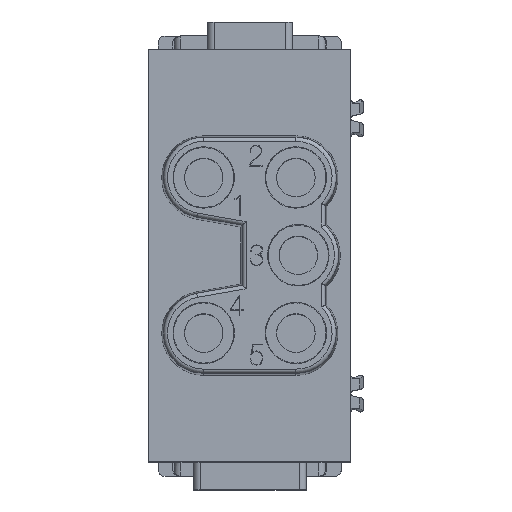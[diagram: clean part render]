
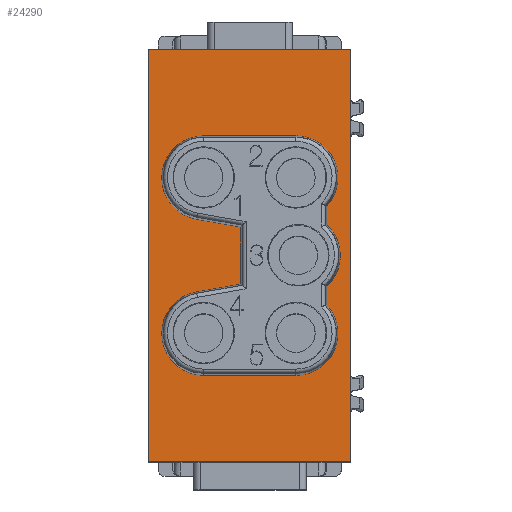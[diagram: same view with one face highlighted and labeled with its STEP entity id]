
A CAD part, top view. The second image highlights one B-rep face of the part: STEP entity #24290.
In plain terms, the highlighted face is planar.
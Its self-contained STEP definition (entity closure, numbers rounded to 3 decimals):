
#100=CARTESIAN_POINT('',(31.901,57.101,14.2));
#110=VERTEX_POINT('',#100);
#160=CARTESIAN_POINT('',(28.898,56.572,14.2));
#170=DIRECTION('',(0.,0.,1.));
#180=DIRECTION('',(0.,1.,0.));
#190=AXIS2_PLACEMENT_3D('',#160,#170,#180);
#200=CIRCLE('',#190,3.05);
#210=CARTESIAN_POINT('',(25.848,56.572,14.2));
#220=VERTEX_POINT('',#210);
#230=EDGE_CURVE('',#110,#220,#200,.T.);
#4980=CARTESIAN_POINT('',(25.848,0.,14.2));
#4990=DIRECTION('',(0.,-1.,0.));
#5000=VECTOR('',#4990,1.);
#5010=LINE('',#4980,#5000);
#5020=CARTESIAN_POINT('',(25.848,49.872,14.2));
#5030=VERTEX_POINT('',#5020);
#5040=EDGE_CURVE('',#220,#5030,#5010,.T.);
#13140=CARTESIAN_POINT('',(30.957,47.622,14.2));
#13150=VERTEX_POINT('',#13140);
#13200=CARTESIAN_POINT('',(0.,47.622,14.2));
#13210=DIRECTION('',(1.,0.,0.));
#13220=VECTOR('',#13210,1.);
#13230=LINE('',#13200,#13220);
#13240=CARTESIAN_POINT('',(32.312,47.622,14.2));
#13250=VERTEX_POINT('',#13240);
#13260=EDGE_CURVE('',#13150,#13250,#13230,.T.);
#19120=CARTESIAN_POINT('',(43.248,49.872,14.2));
#19130=VERTEX_POINT('',#19120);
#19180=CARTESIAN_POINT('',(43.248,0.,14.2));
#19190=DIRECTION('',(0.,1.,0.));
#19200=VECTOR('',#19190,1.);
#19210=LINE('',#19180,#19200);
#19220=CARTESIAN_POINT('',(43.248,56.572,14.2));
#19230=VERTEX_POINT('',#19220);
#19240=EDGE_CURVE('',#19130,#19230,#19210,.T.);
#19700=CARTESIAN_POINT('',(38.139,47.622,14.2));
#19710=VERTEX_POINT('',#19700);
#19760=CARTESIAN_POINT('',(40.198,49.872,14.2));
#19770=DIRECTION('',(0.,0.,1.));
#19780=DIRECTION('',(0.,1.,0.));
#19790=AXIS2_PLACEMENT_3D('',#19760,#19770,#19780);
#19800=CIRCLE('',#19790,3.05);
#19810=EDGE_CURVE('',#19710,#19130,#19800,.T.);
#20770=CARTESIAN_POINT('',(28.898,49.872,14.2));
#20780=DIRECTION('',(0.,0.,1.));
#20790=DIRECTION('',(0.,1.,0.));
#20800=AXIS2_PLACEMENT_3D('',#20770,#20780,#20790);
#20810=CIRCLE('',#20800,3.05);
#20820=EDGE_CURVE('',#5030,#13150,#20810,.T.);
#23090=CARTESIAN_POINT('',(36.629,53.897,14.2));
#23100=VERTEX_POINT('',#23090);
#23150=CARTESIAN_POINT('',(0.,53.897,14.2));
#23160=DIRECTION('',(-1.,0.,0.));
#23170=VECTOR('',#23160,1.);
#23180=LINE('',#23150,#23170);
#23190=CARTESIAN_POINT('',(32.466,53.897,14.2));
#23200=VERTEX_POINT('',#23190);
#23210=EDGE_CURVE('',#23100,#23200,#23180,.T.);
#23450=CARTESIAN_POINT('',(50.416,103.517,14.2));
#23460=DIRECTION('',(0.,0.,-1.));
#23470=DIRECTION('',(0.,-1.,0.));
#23480=AXIS2_PLACEMENT_3D('',#23450,#23460,#23470);
#23490=PLANE('',#23480);
#23500=ORIENTED_EDGE('',*,*,#13260,.T.);
#23510=ORIENTED_EDGE('',*,*,#20820,.T.);
#23520=ORIENTED_EDGE('',*,*,#5040,.T.);
#23530=ORIENTED_EDGE('',*,*,#230,.T.);
#23540=CARTESIAN_POINT('',(41.97,0.,14.2));
#23550=DIRECTION('',(0.174,-0.985,
0.));
#23560=VECTOR('',#23550,1.);
#23570=LINE('',#23540,#23560);
#23580=EDGE_CURVE('',#110,#23200,#23570,.T.);
#23590=ORIENTED_EDGE('',*,*,#23580,.F.);
#23600=ORIENTED_EDGE('',*,*,#23210,.T.);
#23610=CARTESIAN_POINT('',(27.125,0.,14.2));
#23620=DIRECTION('',(0.174,0.985,
0.));
#23630=VECTOR('',#23620,1.);
#23640=LINE('',#23610,#23630);
#23650=CARTESIAN_POINT('',(37.194,57.101,14.2));
#23660=VERTEX_POINT('',#23650);
#23670=EDGE_CURVE('',#23100,#23660,#23640,.T.);
#23680=ORIENTED_EDGE('',*,*,#23670,.F.);
#23690=CARTESIAN_POINT('',(40.198,56.572,14.2));
#23700=DIRECTION('',(0.,0.,1.));
#23710=DIRECTION('',(0.,1.,0.));
#23720=AXIS2_PLACEMENT_3D('',#23690,#23700,#23710);
#23730=CIRCLE('',#23720,3.05);
#23740=EDGE_CURVE('',#19230,#23660,#23730,.T.);
#23750=ORIENTED_EDGE('',*,*,#23740,.T.);
#23760=ORIENTED_EDGE('',*,*,#19240,.T.);
#23770=ORIENTED_EDGE('',*,*,#19810,.T.);
#23780=CARTESIAN_POINT('',(0.,47.622,14.2));
#23790=DIRECTION('',(1.,0.,0.));
#23800=VECTOR('',#23790,1.);
#23810=LINE('',#23780,#23800);
#23820=CARTESIAN_POINT('',(36.783,47.622,14.2));
#23830=VERTEX_POINT('',#23820);
#23840=EDGE_CURVE('',#23830,#19710,#23810,.T.);
#23850=ORIENTED_EDGE('',*,*,#23840,.T.);
#23860=CARTESIAN_POINT('',(34.548,49.697,14.2));
#23870=DIRECTION('',(0.,0.,1.));
#23880=DIRECTION('',(0.,1.,0.));
#23890=AXIS2_PLACEMENT_3D('',#23860,#23870,#23880);
#23900=CIRCLE('',#23890,3.05);
#23910=EDGE_CURVE('',#13250,#23830,#23900,.T.);
#23920=ORIENTED_EDGE('',*,*,#23910,.T.);
#23930=EDGE_LOOP('',(#23920,#23850,#23770,#23760,#23750,#23680,#23600,
#23590,#23530,#23520,#23510,#23500));
#23940=FACE_BOUND('',#23930,.T.);
#23950=CARTESIAN_POINT('',(19.548,0.,14.2));
#23960=DIRECTION('',(0.,1.,0.));
#23970=VECTOR('',#23960,1.);
#23980=LINE('',#23950,#23970);
#23990=CARTESIAN_POINT('',(19.548,45.872,14.2));
#24000=VERTEX_POINT('',#23990);
#24010=CARTESIAN_POINT('',(19.548,60.572,14.2));
#24020=VERTEX_POINT('',#24010);
#24030=EDGE_CURVE('',#24000,#24020,#23980,.T.);
#24040=ORIENTED_EDGE('',*,*,#24030,.T.);
#24050=CARTESIAN_POINT('',(0.,45.872,14.2));
#24060=DIRECTION('',(1.,0.,0.));
#24070=VECTOR('',#24060,1.);
#24080=LINE('',#24050,#24070);
#24090=CARTESIAN_POINT('',(49.548,45.872,14.2));
#24100=VERTEX_POINT('',#24090);
#24110=EDGE_CURVE('',#24000,#24100,#24080,.T.);
#24120=ORIENTED_EDGE('',*,*,#24110,.F.);
#24130=CARTESIAN_POINT('',(49.548,0.,14.2));
#24140=DIRECTION('',(0.,1.,0.));
#24150=VECTOR('',#24140,1.);
#24160=LINE('',#24130,#24150);
#24170=CARTESIAN_POINT('',(49.548,60.572,14.2));
#24180=VERTEX_POINT('',#24170);
#24190=EDGE_CURVE('',#24100,#24180,#24160,.T.);
#24200=ORIENTED_EDGE('',*,*,#24190,.F.);
#24210=CARTESIAN_POINT('',(0.,60.572,14.2));
#24220=DIRECTION('',(-1.,0.,0.));
#24230=VECTOR('',#24220,1.);
#24240=LINE('',#24210,#24230);
#24250=EDGE_CURVE('',#24180,#24020,#24240,.T.);
#24260=ORIENTED_EDGE('',*,*,#24250,.F.);
#24270=EDGE_LOOP('',(#24260,#24200,#24120,#24040));
#24280=FACE_OUTER_BOUND('',#24270,.T.);
#24290=ADVANCED_FACE('',(#23940,#24280),#23490,.T.);
